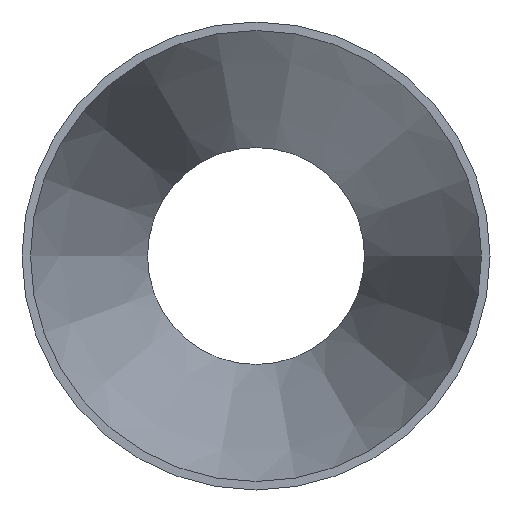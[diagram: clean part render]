
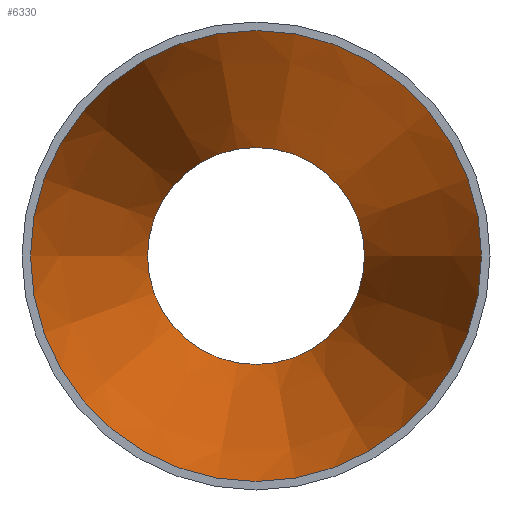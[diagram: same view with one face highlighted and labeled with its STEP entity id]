
A CAD part, left-side view. The second image highlights one B-rep face of the part: STEP entity #6330.
In plain terms, the highlighted conical face has half-angle 15.255 degrees and reference radius 54.381 mm.
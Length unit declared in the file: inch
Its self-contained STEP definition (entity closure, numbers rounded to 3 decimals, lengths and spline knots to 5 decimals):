
#91=FACE_BOUND('',#1153,.T.);
#772=FACE_OUTER_BOUND('',#1152,.T.);
#1152=EDGE_LOOP('',(#5922));
#1153=EDGE_LOOP('',(#5923));
#1261=CIRCLE('',#6652,1.391);
#1262=CIRCLE('',#6654,2.891);
#3091=VERTEX_POINT('',#14070);
#3092=VERTEX_POINT('',#14073);
#4037=EDGE_CURVE('',#3091,#3091,#1261,.T.);
#4038=EDGE_CURVE('',#3092,#3092,#1262,.T.);
#5922=ORIENTED_EDGE('',*,*,#4038,.F.);
#5923=ORIENTED_EDGE('',*,*,#4037,.T.);
#5961=CONICAL_SURFACE('',#6653,2.141,15.255);
#6330=ADVANCED_FACE('',(#772,#91),#5961,.F.);
#6652=AXIS2_PLACEMENT_3D('',#14071,#7713,#7714);
#6653=AXIS2_PLACEMENT_3D('',#14072,#7715,#7716);
#6654=AXIS2_PLACEMENT_3D('',#14074,#7717,#7718);
#7713=DIRECTION('center_axis',(1.,0.,0.));
#7714=DIRECTION('ref_axis',(0.,-1.,0.));
#7715=DIRECTION('center_axis',(-1.,0.,0.));
#7716=DIRECTION('ref_axis',(0.,-1.,0.));
#7717=DIRECTION('center_axis',(1.,0.,0.));
#7718=DIRECTION('ref_axis',(0.,-1.,0.));
#14070=CARTESIAN_POINT('',(5.5,-1.391,0.));
#14071=CARTESIAN_POINT('Origin',(5.5,0.,0.));
#14072=CARTESIAN_POINT('Origin',(2.75,0.,0.));
#14073=CARTESIAN_POINT('',(0.,-2.891,0.));
#14074=CARTESIAN_POINT('Origin',(0.,0.,0.));
